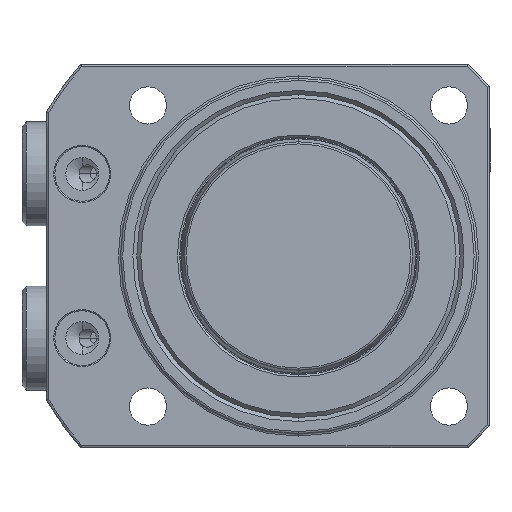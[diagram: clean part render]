
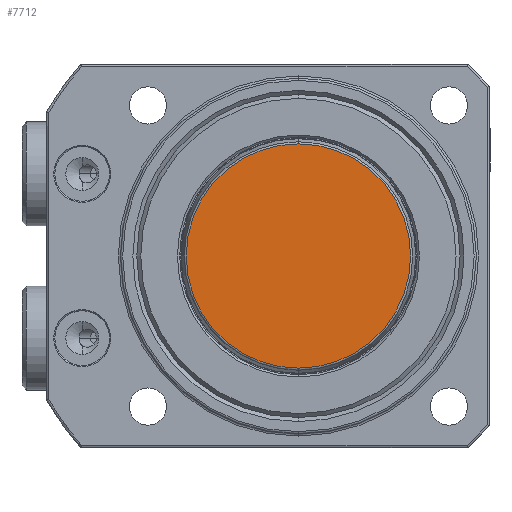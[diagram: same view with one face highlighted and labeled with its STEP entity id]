
A CAD part, front view. The second image highlights one B-rep face of the part: STEP entity #7712.
In plain terms, the highlighted planar face has unit normal (0, -1, 0).
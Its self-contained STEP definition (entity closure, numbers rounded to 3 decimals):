
#512 = CARTESIAN_POINT ( 'NONE',  ( 0., 0., 0. ) ) ;
#513 = DIRECTION ( 'NONE',  ( 0., -1., 0. ) ) ;
#514 = DIRECTION ( 'NONE',  ( 0., 0., 1. ) ) ;
#542 = CARTESIAN_POINT ( 'NONE',  ( 0., 0., 0. ) ) ;
#543 = DIRECTION ( 'NONE',  ( 0., -1., 0. ) ) ;
#544 = DIRECTION ( 'NONE',  ( 0., 0., 1. ) ) ;
#931 = CARTESIAN_POINT ( 'NONE',  ( 0., 0., -20.492 ) ) ;
#933 = CARTESIAN_POINT ( 'NONE',  ( 0., 0., 20.492 ) ) ;
#1273 = EDGE_CURVE ( 'NONE', #4444, #4446, #7399, .T. ) ;
#1283 = EDGE_CURVE ( 'NONE', #4446, #4444, #7393, .T. ) ;
#3311 = EDGE_LOOP ( 'NONE', ( #7977, #7979 ) ) ;
#3412 = AXIS2_PLACEMENT_3D ( 'NONE', #6870, #6871, #6872 ) ;
#3420 = FACE_OUTER_BOUND ( 'NONE', #3311, .T. ) ;
#3775 = AXIS2_PLACEMENT_3D ( 'NONE', #512, #513, #514 ) ;
#3784 = AXIS2_PLACEMENT_3D ( 'NONE', #542, #543, #544 ) ;
#4444 = VERTEX_POINT ( 'NONE', #931 ) ;
#4446 = VERTEX_POINT ( 'NONE', #933 ) ;
#6869 = PLANE ( 'NONE',  #3412 ) ;
#6870 = CARTESIAN_POINT ( 'NONE',  ( 20.772, 0., 0. ) ) ;
#6871 = DIRECTION ( 'NONE',  ( 0., 1., 0. ) ) ;
#6872 = DIRECTION ( 'NONE',  ( 0., 0., 1. ) ) ;
#7393 = CIRCLE ( 'NONE', #3784, 20.492 ) ;
#7399 = CIRCLE ( 'NONE', #3775, 20.492 ) ;
#7712 = ADVANCED_FACE ( 'NONE', ( #3420 ), #6869, .F. ) ;
#7977 = ORIENTED_EDGE ( 'NONE', *, *, #1283, .T. ) ;
#7979 = ORIENTED_EDGE ( 'NONE', *, *, #1273, .T. ) ;
